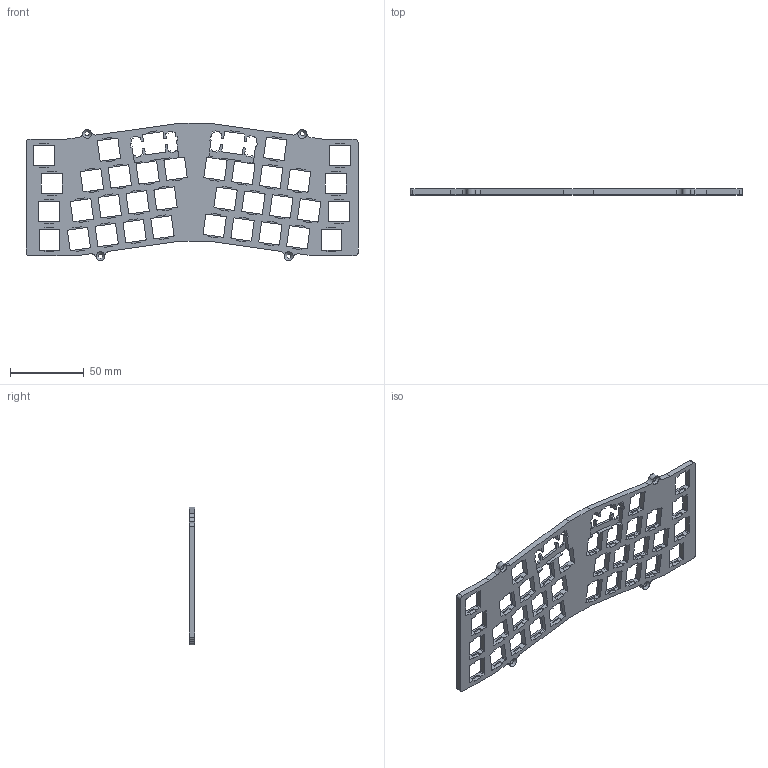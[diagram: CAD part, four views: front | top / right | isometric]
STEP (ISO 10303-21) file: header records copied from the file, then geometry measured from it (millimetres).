
FILE_DESCRIPTION(/* description */ (''),/* implementation_level */ '2;1');
FILE_NAME(/* name */ 'Plate.step',/* time_stamp */ '2021-07-07T14:48:56+02:00',/* author */ (''),/* organization */ (''),/* preprocessor_version */ 'ST-DEVELOPER v18.1',/* originating_system */ 'Autodesk Translation Framework v10.9.0.1377',/* authorisation */ '');
FILE_SCHEMA (('AUTOMOTIVE_DESIGN { 1 0 10303 214 3 1 1 }'));
Length unit declared in the file: millimetre
Products named in the file (1): Plate
Bounding box: 224.83 x 4 x 93.13 mm (x, y, z)
Volume: 40547.3 mm3; surface area: 32503.8 mm2
Topology: 1 solids, 1 shells, 781 faces, 2309 edges, 1522 vertices
Faces by surface type: plane 597, cylinder 180, cone 4
Full cylindrical faces by diameter (mm): 3 x4
Entity records: 25997 total; most frequent: ORIENTED_EDGE 4618, CARTESIAN_POINT 4613, DIRECTION 4241, EDGE_CURVE 2309, LINE 1941, VECTOR 1941, VERTEX_POINT 1522, AXIS2_PLACEMENT_3D 1150
